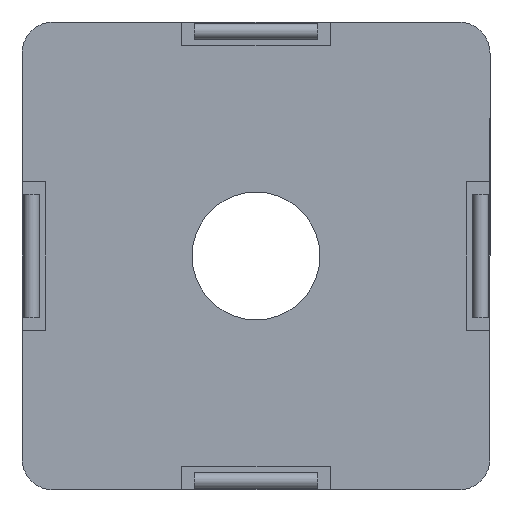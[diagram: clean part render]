
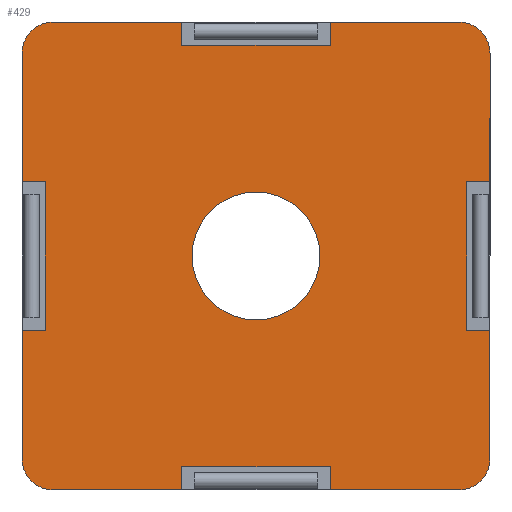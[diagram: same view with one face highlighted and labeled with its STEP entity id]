
A CAD part, front view. The second image highlights one B-rep face of the part: STEP entity #429.
In plain terms, the highlighted planar face has unit normal (0, -1, 0).
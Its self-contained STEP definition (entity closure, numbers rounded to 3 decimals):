
#199=CARTESIAN_POINT('',(-13.0,0.0,-15.));
#200=VERTEX_POINT('',#199);
#207=CARTESIAN_POINT('',(-15.0,0.0,-13.));
#208=VERTEX_POINT('',#207);
#209=CARTESIAN_POINT('',(-13.0,0.0,-13.));
#210=DIRECTION('',(0.0,1.0,0.0));
#211=DIRECTION('',(-0.707,0.0,-0.707));
#212=AXIS2_PLACEMENT_3D('',#209,#210,#211);
#213=CIRCLE('',#212,2.0);
#214=EDGE_CURVE('',#200,#208,#213,.T.);
#225=CARTESIAN_POINT('',(0.,0.0,0.));
#226=DIRECTION('',(0.0,-1.0,0.0));
#227=DIRECTION('',(0.0,0.0,-1.0));
#228=AXIS2_PLACEMENT_3D('',#225,#226,#227);
#229=PLANE('',#228);
#230=ORIENTED_EDGE('',*,*,#214,.F.);
#231=CARTESIAN_POINT('',(-4.75,0.0,-15.));
#232=VERTEX_POINT('',#231);
#233=CARTESIAN_POINT('',(-13.0,0.0,-15.));
#234=DIRECTION('',(1.0,0.0,0.0));
#235=VECTOR('',#234,8.25);
#236=LINE('',#233,#235);
#237=EDGE_CURVE('',#200,#232,#236,.T.);
#238=ORIENTED_EDGE('',*,*,#237,.T.);
#239=CARTESIAN_POINT('',(-4.75,0.0,-13.5));
#240=VERTEX_POINT('',#239);
#241=CARTESIAN_POINT('',(-4.75,0.0,-15.));
#242=DIRECTION('',(0.0,0.0,1.0));
#243=VECTOR('',#242,1.5);
#244=LINE('',#241,#243);
#245=EDGE_CURVE('',#232,#240,#244,.T.);
#246=ORIENTED_EDGE('',*,*,#245,.T.);
#247=CARTESIAN_POINT('',(4.75,0.0,-13.5));
#248=VERTEX_POINT('',#247);
#249=CARTESIAN_POINT('',(-4.75,0.0,-13.5));
#250=DIRECTION('',(1.0,0.0,0.0));
#251=VECTOR('',#250,9.5);
#252=LINE('',#249,#251);
#253=EDGE_CURVE('',#240,#248,#252,.T.);
#254=ORIENTED_EDGE('',*,*,#253,.T.);
#255=CARTESIAN_POINT('',(4.75,0.0,-15.0));
#256=VERTEX_POINT('',#255);
#257=CARTESIAN_POINT('',(4.75,0.0,-13.5));
#258=DIRECTION('',(0.0,0.0,-1.0));
#259=VECTOR('',#258,1.5);
#260=LINE('',#257,#259);
#261=EDGE_CURVE('',#248,#256,#260,.T.);
#262=ORIENTED_EDGE('',*,*,#261,.T.);
#263=CARTESIAN_POINT('',(13.,0.0,-15.0));
#264=VERTEX_POINT('',#263);
#265=CARTESIAN_POINT('',(4.75,0.0,-15.0));
#266=DIRECTION('',(1.0,0.0,0.0));
#267=VECTOR('',#266,8.25);
#268=LINE('',#265,#267);
#269=EDGE_CURVE('',#256,#264,#268,.T.);
#270=ORIENTED_EDGE('',*,*,#269,.T.);
#271=CARTESIAN_POINT('',(15.0,0.0,-13.0));
#272=VERTEX_POINT('',#271);
#273=CARTESIAN_POINT('',(13.,0.0,-13.0));
#274=DIRECTION('',(0.0,1.0,0.0));
#275=DIRECTION('',(0.707,0.0,-0.707));
#276=AXIS2_PLACEMENT_3D('',#273,#274,#275);
#277=CIRCLE('',#276,2.0);
#278=EDGE_CURVE('',#272,#264,#277,.T.);
#279=ORIENTED_EDGE('',*,*,#278,.F.);
#280=CARTESIAN_POINT('',(15.,0.0,-4.75));
#281=VERTEX_POINT('',#280);
#282=CARTESIAN_POINT('',(15.0,0.0,-13.0));
#283=DIRECTION('',(0.0,0.0,1.0));
#284=VECTOR('',#283,8.25);
#285=LINE('',#282,#284);
#286=EDGE_CURVE('',#272,#281,#285,.T.);
#287=ORIENTED_EDGE('',*,*,#286,.T.);
#288=CARTESIAN_POINT('',(13.5,0.0,-4.75));
#289=VERTEX_POINT('',#288);
#290=CARTESIAN_POINT('',(15.,0.0,-4.75));
#291=DIRECTION('',(-1.0,0.0,0.0));
#292=VECTOR('',#291,1.5);
#293=LINE('',#290,#292);
#294=EDGE_CURVE('',#281,#289,#293,.T.);
#295=ORIENTED_EDGE('',*,*,#294,.T.);
#296=CARTESIAN_POINT('',(13.5,0.0,4.75));
#297=VERTEX_POINT('',#296);
#298=CARTESIAN_POINT('',(13.5,0.0,-4.75));
#299=DIRECTION('',(0.0,0.0,1.0));
#300=VECTOR('',#299,9.5);
#301=LINE('',#298,#300);
#302=EDGE_CURVE('',#289,#297,#301,.T.);
#303=ORIENTED_EDGE('',*,*,#302,.T.);
#304=CARTESIAN_POINT('',(15.0,0.0,4.75));
#305=VERTEX_POINT('',#304);
#306=CARTESIAN_POINT('',(13.5,0.0,4.75));
#307=DIRECTION('',(1.0,0.0,0.0));
#308=VECTOR('',#307,1.5);
#309=LINE('',#306,#308);
#310=EDGE_CURVE('',#297,#305,#309,.T.);
#311=ORIENTED_EDGE('',*,*,#310,.T.);
#312=CARTESIAN_POINT('',(15.,0.0,13.));
#313=VERTEX_POINT('',#312);
#314=CARTESIAN_POINT('',(15.,0.0,4.75));
#315=DIRECTION('',(0.0,0.0,1.0));
#316=VECTOR('',#315,8.25);
#317=LINE('',#314,#316);
#318=EDGE_CURVE('',#305,#313,#317,.T.);
#319=ORIENTED_EDGE('',*,*,#318,.T.);
#320=CARTESIAN_POINT('',(13.,0.0,15.0));
#321=VERTEX_POINT('',#320);
#322=CARTESIAN_POINT('',(13.,0.0,13.));
#323=DIRECTION('',(0.0,1.0,0.0));
#324=DIRECTION('',(0.707,0.0,0.707));
#325=AXIS2_PLACEMENT_3D('',#322,#323,#324);
#326=CIRCLE('',#325,2.0);
#327=EDGE_CURVE('',#321,#313,#326,.T.);
#328=ORIENTED_EDGE('',*,*,#327,.F.);
#329=CARTESIAN_POINT('',(4.75,0.0,15.));
#330=VERTEX_POINT('',#329);
#331=CARTESIAN_POINT('',(13.,0.0,15.0));
#332=DIRECTION('',(-1.0,0.0,0.0));
#333=VECTOR('',#332,8.25);
#334=LINE('',#331,#333);
#335=EDGE_CURVE('',#321,#330,#334,.T.);
#336=ORIENTED_EDGE('',*,*,#335,.T.);
#337=CARTESIAN_POINT('',(4.75,0.0,13.5));
#338=VERTEX_POINT('',#337);
#339=CARTESIAN_POINT('',(4.75,0.0,15.));
#340=DIRECTION('',(0.0,0.0,-1.0));
#341=VECTOR('',#340,1.5);
#342=LINE('',#339,#341);
#343=EDGE_CURVE('',#330,#338,#342,.T.);
#344=ORIENTED_EDGE('',*,*,#343,.T.);
#345=CARTESIAN_POINT('',(-4.75,0.0,13.5));
#346=VERTEX_POINT('',#345);
#347=CARTESIAN_POINT('',(4.75,0.0,13.5));
#348=DIRECTION('',(-1.0,0.0,0.0));
#349=VECTOR('',#348,9.5);
#350=LINE('',#347,#349);
#351=EDGE_CURVE('',#338,#346,#350,.T.);
#352=ORIENTED_EDGE('',*,*,#351,.T.);
#353=CARTESIAN_POINT('',(-4.75,0.0,15.0));
#354=VERTEX_POINT('',#353);
#355=CARTESIAN_POINT('',(-4.75,0.0,13.5));
#356=DIRECTION('',(0.0,0.0,1.0));
#357=VECTOR('',#356,1.5);
#358=LINE('',#355,#357);
#359=EDGE_CURVE('',#346,#354,#358,.T.);
#360=ORIENTED_EDGE('',*,*,#359,.T.);
#361=CARTESIAN_POINT('',(-13.0,0.0,15.0));
#362=VERTEX_POINT('',#361);
#363=CARTESIAN_POINT('',(-4.75,0.0,15.0));
#364=DIRECTION('',(-1.0,0.0,0.0));
#365=VECTOR('',#364,8.25);
#366=LINE('',#363,#365);
#367=EDGE_CURVE('',#354,#362,#366,.T.);
#368=ORIENTED_EDGE('',*,*,#367,.T.);
#369=CARTESIAN_POINT('',(-15.,0.0,13.0));
#370=VERTEX_POINT('',#369);
#371=CARTESIAN_POINT('',(-13.0,0.0,13.0));
#372=DIRECTION('',(0.0,1.0,0.0));
#373=DIRECTION('',(-0.707,0.0,0.707));
#374=AXIS2_PLACEMENT_3D('',#371,#372,#373);
#375=CIRCLE('',#374,2.0);
#376=EDGE_CURVE('',#370,#362,#375,.T.);
#377=ORIENTED_EDGE('',*,*,#376,.F.);
#378=CARTESIAN_POINT('',(-15.,0.0,4.75));
#379=VERTEX_POINT('',#378);
#380=CARTESIAN_POINT('',(-15.,0.0,13.0));
#381=DIRECTION('',(0.0,0.0,-1.0));
#382=VECTOR('',#381,8.25);
#383=LINE('',#380,#382);
#384=EDGE_CURVE('',#370,#379,#383,.T.);
#385=ORIENTED_EDGE('',*,*,#384,.T.);
#386=CARTESIAN_POINT('',(-13.5,0.0,4.75));
#387=VERTEX_POINT('',#386);
#388=CARTESIAN_POINT('',(-15.,0.0,4.75));
#389=DIRECTION('',(1.0,0.0,0.0));
#390=VECTOR('',#389,1.5);
#391=LINE('',#388,#390);
#392=EDGE_CURVE('',#379,#387,#391,.T.);
#393=ORIENTED_EDGE('',*,*,#392,.T.);
#394=CARTESIAN_POINT('',(-13.5,0.0,-4.75));
#395=VERTEX_POINT('',#394);
#396=CARTESIAN_POINT('',(-13.5,0.0,4.75));
#397=DIRECTION('',(0.0,0.0,-1.0));
#398=VECTOR('',#397,9.5);
#399=LINE('',#396,#398);
#400=EDGE_CURVE('',#387,#395,#399,.T.);
#401=ORIENTED_EDGE('',*,*,#400,.T.);
#402=CARTESIAN_POINT('',(-15.0,0.0,-4.75));
#403=VERTEX_POINT('',#402);
#404=CARTESIAN_POINT('',(-13.5,0.0,-4.75));
#405=DIRECTION('',(-1.0,0.0,0.0));
#406=VECTOR('',#405,1.5);
#407=LINE('',#404,#406);
#408=EDGE_CURVE('',#395,#403,#407,.T.);
#409=ORIENTED_EDGE('',*,*,#408,.T.);
#410=CARTESIAN_POINT('',(-15.0,0.0,-4.75));
#411=DIRECTION('',(0.0,0.0,-1.0));
#412=VECTOR('',#411,8.25);
#413=LINE('',#410,#412);
#414=EDGE_CURVE('',#403,#208,#413,.T.);
#415=ORIENTED_EDGE('',*,*,#414,.T.);
#416=EDGE_LOOP('',(#230,#238,#246,#254,#262,#270,#279,#287,#295,#303,#311,#319,#328,#336,#344,#352,#360,#368,#377,#385,#393,#401,#409,#415));
#417=FACE_OUTER_BOUND('',#416,.T.);
#418=CARTESIAN_POINT('',(4.1,0.0,0.));
#419=VERTEX_POINT('',#418);
#420=CARTESIAN_POINT('',(0.0,0.0,0.0));
#421=DIRECTION('',(0.0,1.0,0.0));
#422=DIRECTION('',(-1.0,0.0,0.0));
#423=AXIS2_PLACEMENT_3D('',#420,#421,#422);
#424=CIRCLE('',#423,4.1);
#425=EDGE_CURVE('',#419,#419,#424,.T.);
#426=ORIENTED_EDGE('',*,*,#425,.T.);
#427=EDGE_LOOP('',(#426));
#428=FACE_BOUND('',#427,.T.);
#429=ADVANCED_FACE('',(#417,#428),#229,.T.);
